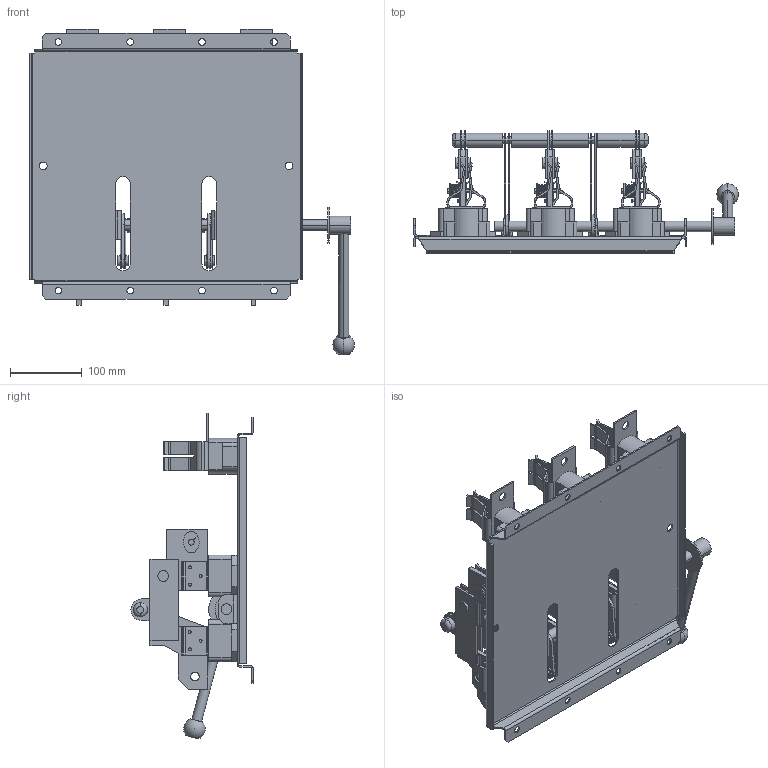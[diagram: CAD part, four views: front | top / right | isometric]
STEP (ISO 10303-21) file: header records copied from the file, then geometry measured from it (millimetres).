
FILE_DESCRIPTION (( 'STEP AP203' ), '1' );
FILE_NAME ('Ðàçúåäèíèòåëü ÐÏÁ-6 630À Ï ïðàâûé ïðèâîä, áåç ÏÏÍ (rpb-630).STEP', '2018-09-04T06:56:24', ( '' ), ( '' ), 'SwSTEP 2.0', 'SolidWorks 2017', '' );
FILE_SCHEMA (( 'CONFIG_CONTROL_DESIGN' ));
Length unit declared in the file: millimetre
Products named in the file (1): Ðàçúåäèíèòåëü ÐÏÁ-6 630À Ï ïðàâûé ïðèâîä, áåç ÏÏÍ (rpb-630)
Bounding box: 452 x 170 x 453.15 mm (x, y, z)
Volume: 2187802 mm3; surface area: 784547.4 mm2
Topology: 85 solids, 85 shells, 1422 faces, 3328 edges, 2115 vertices
Faces by surface type: plane 900, cylinder 504, bspline 12, torus 4, sphere 2
Entity records: 44784 total; most frequent: CARTESIAN_POINT 11323, DIRECTION 7157, ORIENTED_EDGE 6646, EDGE_CURVE 3323, AXIS2_PLACEMENT_3D 2446, LINE 2265, VECTOR 2265, VERTEX_POINT 2112
